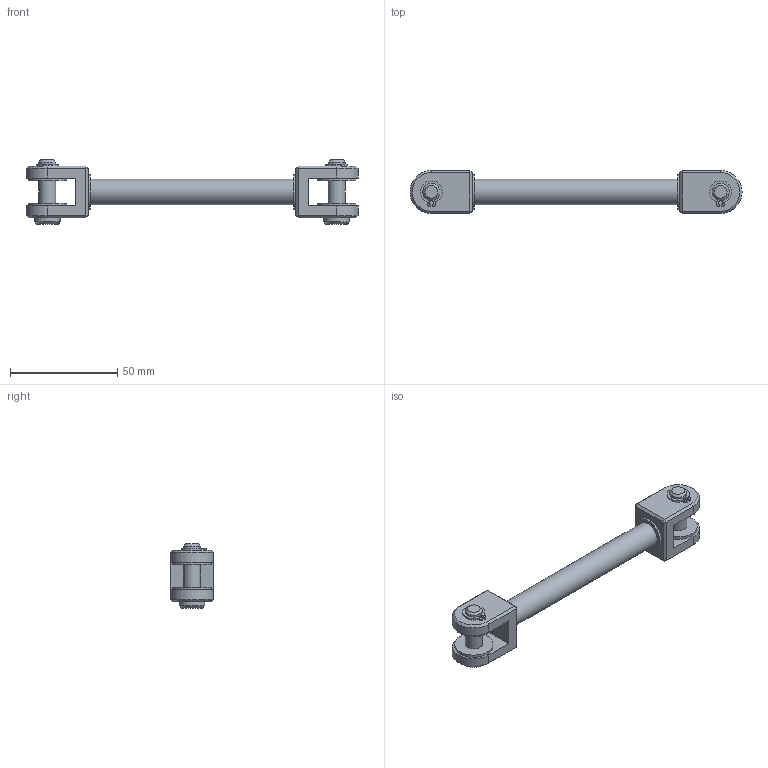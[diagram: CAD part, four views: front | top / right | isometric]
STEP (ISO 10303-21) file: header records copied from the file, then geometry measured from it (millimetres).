
FILE_DESCRIPTION(/* description */ (''),/* implementation_level */ '2;1');
FILE_NAME(/* name */ 'Dummy Achse_MT_WST00050309_ipt_decb9cbf.STEP',/* time_stamp */ '2020-11-16T16:19:45+01:00',/* author */ ('SUSTRVOJ'),/* organization */ (''),/* preprocessor_version */ 'ST-DEVELOPER v17.2',/* originating_system */ 'Autodesk Inventor 2019',/* authorisation */ '');
FILE_SCHEMA (('AUTOMOTIVE_DESIGN { 1 0 10303 214 3 1 1 }'));
Length unit declared in the file: millimetre
Products named in the file (1): Dummy Achse_MT_WST00050309
Bounding box: 155 x 20 x 30 mm (x, y, z)
Volume: 29220.6 mm3; surface area: 11267.7 mm2
Topology: 1 solids, 1 shells, 99 faces, 225 edges, 140 vertices
Faces by surface type: plane 60, cylinder 31, cone 8
Full cylindrical faces by diameter (mm): 8 x4, 12 x3, 16 x2, 18 x4
Entity records: 2817 total; most frequent: DIRECTION 505, CARTESIAN_POINT 465, ORIENTED_EDGE 450, EDGE_CURVE 225, AXIS2_PLACEMENT_3D 180, LINE 145, VECTOR 145, VERTEX_POINT 140
